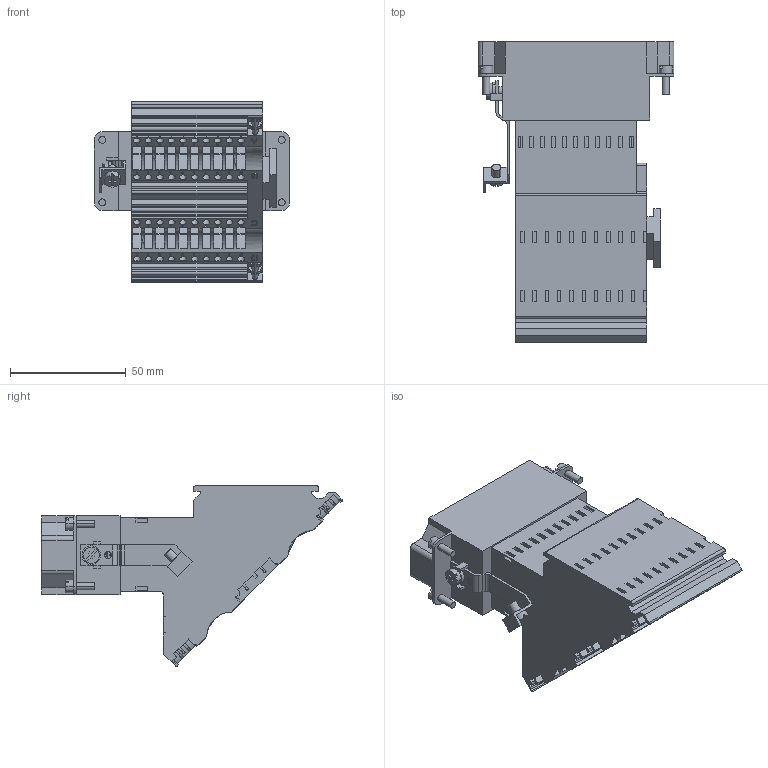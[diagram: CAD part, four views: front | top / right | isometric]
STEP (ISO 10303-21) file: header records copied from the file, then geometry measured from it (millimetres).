
FILE_DESCRIPTION((''),'2;1');
FILE_NAME('MD_09210404601_R410278','2017-06-07T',('y.wang'),(''),'PRO/ENGINEER BY PARAMETRIC TECHNOLOGY CORPORATION, 2012480','PRO/ENGINEER BY PARAMETRIC TECHNOLOGY CORPORATION, 2012480','');
FILE_SCHEMA(('CONFIG_CONTROL_DESIGN'));
Products named in the file (1): MD_09210404601_R410278
Bounding box: 84.5 x 130 x 78 mm (x, y, z)
Volume: 244452.5 mm3; surface area: 61022.4 mm2
Topology: 1 solids, 1 shells, 3605 faces, 9914 edges, 6509 vertices
Faces by surface type: plane 3153, cylinder 282, cone 80, sphere 80, extrusion 10
Entity records: 112373 total; most frequent: CARTESIAN_POINT 20175, ORIENTED_EDGE 19668, DIRECTION 17846, EDGE_CURVE 9834, VECTOR 8952, LINE 8942, VERTEX_POINT 6509, AXIS2_PLACEMENT_3D 4447
